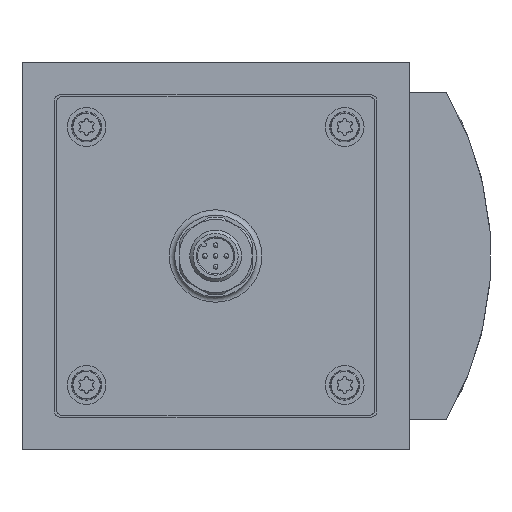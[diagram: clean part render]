
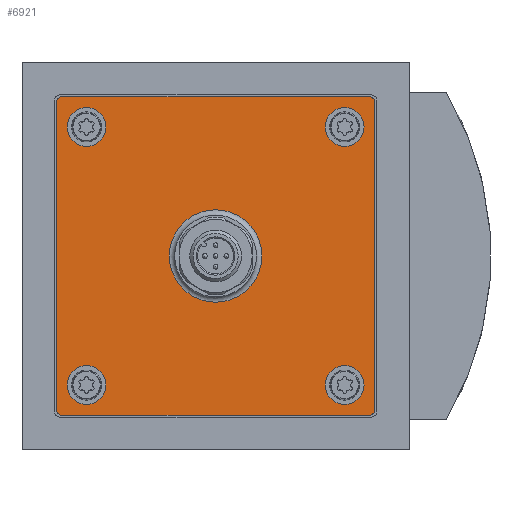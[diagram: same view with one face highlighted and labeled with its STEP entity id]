
A CAD part, front view. The second image highlights one B-rep face of the part: STEP entity #6921.
In plain terms, the highlighted planar face has unit normal (0, -1, 0).
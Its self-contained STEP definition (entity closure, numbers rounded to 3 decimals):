
#162=PLANE('',#7346);
#488=LINE('',#10104,#864);
#492=LINE('',#10114,#868);
#495=LINE('',#10122,#871);
#498=LINE('',#10130,#874);
#864=VECTOR('',#8475,1000.);
#868=VECTOR('',#8485,1000.);
#871=VECTOR('',#8494,1000.);
#874=VECTOR('',#8503,1000.);
#1164=CIRCLE('',#7336,1.25);
#1165=CIRCLE('',#7339,1.25);
#1166=CIRCLE('',#7342,1.25);
#1167=CIRCLE('',#7345,1.25);
#1168=CIRCLE('',#7347,10.75);
#1169=CIRCLE('',#7348,4.5);
#1170=CIRCLE('',#7349,4.5);
#1171=CIRCLE('',#7350,4.5);
#1172=CIRCLE('',#7351,4.5);
#2134=ORIENTED_EDGE('',*,*,#3082,.F.);
#2135=ORIENTED_EDGE('',*,*,#3083,.F.);
#2136=ORIENTED_EDGE('',*,*,#3084,.F.);
#2137=ORIENTED_EDGE('',*,*,#3085,.F.);
#2138=ORIENTED_EDGE('',*,*,#3086,.F.);
#2139=ORIENTED_EDGE('',*,*,#3066,.F.);
#2140=ORIENTED_EDGE('',*,*,#3081,.F.);
#2141=ORIENTED_EDGE('',*,*,#3079,.F.);
#2142=ORIENTED_EDGE('',*,*,#3077,.F.);
#2143=ORIENTED_EDGE('',*,*,#3075,.F.);
#2144=ORIENTED_EDGE('',*,*,#3073,.F.);
#2145=ORIENTED_EDGE('',*,*,#3071,.F.);
#2146=ORIENTED_EDGE('',*,*,#3069,.F.);
#3066=EDGE_CURVE('',#3600,#3601,#488,.T.);
#3069=EDGE_CURVE('',#3601,#3602,#1164,.T.);
#3071=EDGE_CURVE('',#3602,#3603,#492,.T.);
#3073=EDGE_CURVE('',#3603,#3604,#1165,.T.);
#3075=EDGE_CURVE('',#3604,#3605,#495,.T.);
#3077=EDGE_CURVE('',#3605,#3606,#1166,.T.);
#3079=EDGE_CURVE('',#3606,#3607,#498,.T.);
#3081=EDGE_CURVE('',#3607,#3600,#1167,.T.);
#3082=EDGE_CURVE('',#3608,#3608,#1168,.T.);
#3083=EDGE_CURVE('',#3609,#3609,#1169,.F.);
#3084=EDGE_CURVE('',#3610,#3610,#1170,.F.);
#3085=EDGE_CURVE('',#3611,#3611,#1171,.F.);
#3086=EDGE_CURVE('',#3612,#3612,#1172,.F.);
#3600=VERTEX_POINT('',#10105);
#3601=VERTEX_POINT('',#10106);
#3602=VERTEX_POINT('',#10111);
#3603=VERTEX_POINT('',#10115);
#3604=VERTEX_POINT('',#10119);
#3605=VERTEX_POINT('',#10123);
#3606=VERTEX_POINT('',#10127);
#3607=VERTEX_POINT('',#10131);
#3608=VERTEX_POINT('',#10137);
#3609=VERTEX_POINT('',#10139);
#3610=VERTEX_POINT('',#10141);
#3611=VERTEX_POINT('',#10143);
#3612=VERTEX_POINT('',#10145);
#4034=EDGE_LOOP('',(#2134));
#4035=EDGE_LOOP('',(#2135));
#4036=EDGE_LOOP('',(#2136));
#4037=EDGE_LOOP('',(#2137));
#4038=EDGE_LOOP('',(#2138));
#4039=EDGE_LOOP('',(#2139,#2140,#2141,#2142,#2143,#2144,#2145,#2146));
#4438=FACE_BOUND('',#4034,.T.);
#4439=FACE_BOUND('',#4035,.T.);
#4440=FACE_BOUND('',#4036,.T.);
#4441=FACE_BOUND('',#4037,.T.);
#4442=FACE_BOUND('',#4038,.T.);
#4443=FACE_BOUND('',#4039,.T.);
#6921=ADVANCED_FACE('',(#4438,#4439,#4440,#4441,#4442,#4443),#162,.F.);
#7336=AXIS2_PLACEMENT_3D('',#10110,#8480,#8481);
#7339=AXIS2_PLACEMENT_3D('',#10118,#8489,#8490);
#7342=AXIS2_PLACEMENT_3D('',#10126,#8498,#8499);
#7345=AXIS2_PLACEMENT_3D('',#10134,#8507,#8508);
#7346=AXIS2_PLACEMENT_3D('',#10135,#8509,#8510);
#7347=AXIS2_PLACEMENT_3D('',#10136,#8511,#8512);
#7348=AXIS2_PLACEMENT_3D('',#10138,#8513,#8514);
#7349=AXIS2_PLACEMENT_3D('',#10140,#8515,#8516);
#7350=AXIS2_PLACEMENT_3D('',#10142,#8517,#8518);
#7351=AXIS2_PLACEMENT_3D('',#10144,#8519,#8520);
#8475=DIRECTION('',(0.,0.,1.));
#8480=DIRECTION('',(0.,1.,0.));
#8481=DIRECTION('',(1.,0.,0.));
#8485=DIRECTION('',(1.,0.,0.));
#8489=DIRECTION('',(0.,1.,0.));
#8490=DIRECTION('',(1.,0.,0.));
#8494=DIRECTION('',(0.,0.,-1.));
#8498=DIRECTION('',(0.,1.,0.));
#8499=DIRECTION('',(1.,0.,0.));
#8503=DIRECTION('',(-1.,0.,0.));
#8507=DIRECTION('',(0.,1.,0.));
#8508=DIRECTION('',(1.,0.,0.));
#8509=DIRECTION('',(0.,1.,0.));
#8510=DIRECTION('',(0.,0.,1.));
#8511=DIRECTION('',(0.,-1.,0.));
#8512=DIRECTION('',(0.,0.,-1.));
#8513=DIRECTION('',(0.,1.,0.));
#8514=DIRECTION('',(0.,0.,1.));
#8515=DIRECTION('',(0.,1.,0.));
#8516=DIRECTION('',(0.,0.,1.));
#8517=DIRECTION('',(0.,1.,0.));
#8518=DIRECTION('',(0.,0.,1.));
#8519=DIRECTION('',(0.,1.,0.));
#8520=DIRECTION('',(0.,0.,1.));
#10104=CARTESIAN_POINT('',(-37.,-58.,-35.75));
#10105=CARTESIAN_POINT('',(-37.,-58.,-35.75));
#10106=CARTESIAN_POINT('',(-37.,-58.,35.75));
#10110=CARTESIAN_POINT('',(-35.75,-58.,35.75));
#10111=CARTESIAN_POINT('',(-35.75,-58.,37.));
#10114=CARTESIAN_POINT('',(-35.75,-58.,37.));
#10115=CARTESIAN_POINT('',(35.75,-58.,37.));
#10118=CARTESIAN_POINT('',(35.75,-58.,35.75));
#10119=CARTESIAN_POINT('',(37.,-58.,35.75));
#10122=CARTESIAN_POINT('',(37.,-58.,35.75));
#10123=CARTESIAN_POINT('',(37.,-58.,-35.75));
#10126=CARTESIAN_POINT('',(35.75,-58.,-35.75));
#10127=CARTESIAN_POINT('',(35.75,-58.,-37.));
#10130=CARTESIAN_POINT('',(35.75,-58.,-37.));
#10131=CARTESIAN_POINT('',(-35.75,-58.,-37.));
#10134=CARTESIAN_POINT('',(-35.75,-58.,-35.75));
#10135=CARTESIAN_POINT('',(-35.75,-58.,35.75));
#10136=CARTESIAN_POINT('',(0.,-58.,0.));
#10137=CARTESIAN_POINT('',(0.,-58.,-10.75));
#10138=CARTESIAN_POINT('',(30.,-58.,-30.));
#10139=CARTESIAN_POINT('',(30.,-58.,-25.5));
#10140=CARTESIAN_POINT('',(-30.,-58.,-30.));
#10141=CARTESIAN_POINT('',(-30.,-58.,-25.5));
#10142=CARTESIAN_POINT('',(-30.,-58.,30.));
#10143=CARTESIAN_POINT('',(-30.,-58.,34.5));
#10144=CARTESIAN_POINT('',(30.,-58.,30.));
#10145=CARTESIAN_POINT('',(30.,-58.,34.5));
